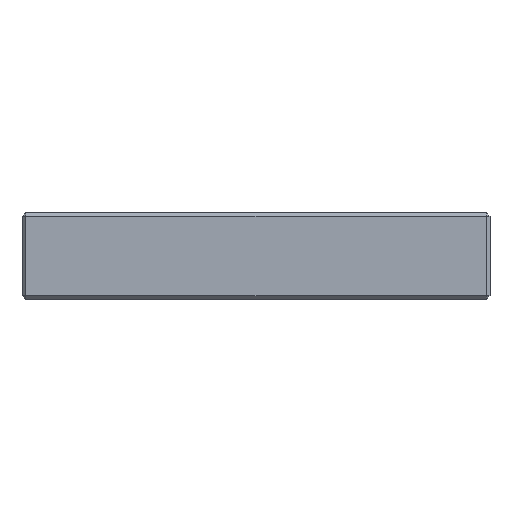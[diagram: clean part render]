
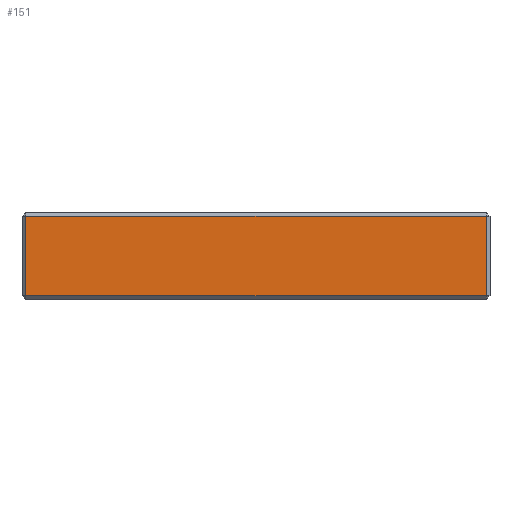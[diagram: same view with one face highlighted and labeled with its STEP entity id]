
A CAD part, front view. The second image highlights one B-rep face of the part: STEP entity #151.
In plain terms, the highlighted planar face has unit normal (0, -1, 0).
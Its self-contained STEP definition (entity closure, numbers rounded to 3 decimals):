
#135 = VERTEX_POINT ( 'NONE', #989 ) ;
#138 = ORIENTED_EDGE ( 'NONE', *, *, #147, .T. ) ;
#142 = VERTEX_POINT ( 'NONE', #977 ) ;
#146 = ORIENTED_EDGE ( 'NONE', *, *, #171, .T. ) ;
#147 = EDGE_CURVE ( 'NONE', #142, #135, #1038, .T. ) ;
#149 = EDGE_LOOP ( 'NONE', ( #138, #146, #172, #164 ) ) ;
#151 = ADVANCED_FACE ( 'NONE', ( #1029 ), #1028, .F. ) ;
#160 = VERTEX_POINT ( 'NONE', #1014 ) ;
#164 = ORIENTED_EDGE ( 'NONE', *, *, #165, .T. ) ;
#165 = EDGE_CURVE ( 'NONE', #160, #142, #1009, .T. ) ;
#167 = VERTEX_POINT ( 'NONE', #1063 ) ;
#171 = EDGE_CURVE ( 'NONE', #135, #167, #1054, .T. ) ;
#172 = ORIENTED_EDGE ( 'NONE', *, *, #174, .T. ) ;
#174 = EDGE_CURVE ( 'NONE', #167, #160, #1050, .T. ) ;
#977 = CARTESIAN_POINT ( 'NONE',  ( -32., -55., 0.5 ) ) ;
#989 = CARTESIAN_POINT ( 'NONE',  ( 32., -55., 0.5 ) ) ;
#1006 = DIRECTION ( 'NONE',  ( 0., 0., -1. ) ) ;
#1007 = VECTOR ( 'NONE', #1006, 1000. ) ;
#1008 = CARTESIAN_POINT ( 'NONE',  ( -32., -55., 12. ) ) ;
#1009 = LINE ( 'NONE', #1008, #1007 ) ;
#1014 = CARTESIAN_POINT ( 'NONE',  ( -32., -55., 11.5 ) ) ;
#1024 = DIRECTION ( 'NONE',  ( 0., 0., 1. ) ) ;
#1025 = DIRECTION ( 'NONE',  ( 0., 1., 0. ) ) ;
#1026 = CARTESIAN_POINT ( 'NONE',  ( -32.5, -55., 12. ) ) ;
#1027 = AXIS2_PLACEMENT_3D ( 'NONE', #1026, #1025, #1024 ) ;
#1028 = PLANE ( 'NONE',  #1027 ) ;
#1029 = FACE_OUTER_BOUND ( 'NONE', #149, .T. ) ;
#1035 = DIRECTION ( 'NONE',  ( 1., 0., 0. ) ) ;
#1036 = VECTOR ( 'NONE', #1035, 1000. ) ;
#1037 = CARTESIAN_POINT ( 'NONE',  ( -32.5, -55., 0.5 ) ) ;
#1038 = LINE ( 'NONE', #1037, #1036 ) ;
#1047 = DIRECTION ( 'NONE',  ( -1., 0., 0. ) ) ;
#1048 = VECTOR ( 'NONE', #1047, 1000. ) ;
#1049 = CARTESIAN_POINT ( 'NONE',  ( -32.5, -55., 11.5 ) ) ;
#1050 = LINE ( 'NONE', #1049, #1048 ) ;
#1051 = DIRECTION ( 'NONE',  ( 0., 0., 1. ) ) ;
#1052 = VECTOR ( 'NONE', #1051, 1000. ) ;
#1053 = CARTESIAN_POINT ( 'NONE',  ( 32., -55., 12. ) ) ;
#1054 = LINE ( 'NONE', #1053, #1052 ) ;
#1063 = CARTESIAN_POINT ( 'NONE',  ( 32., -55., 11.5 ) ) ;
